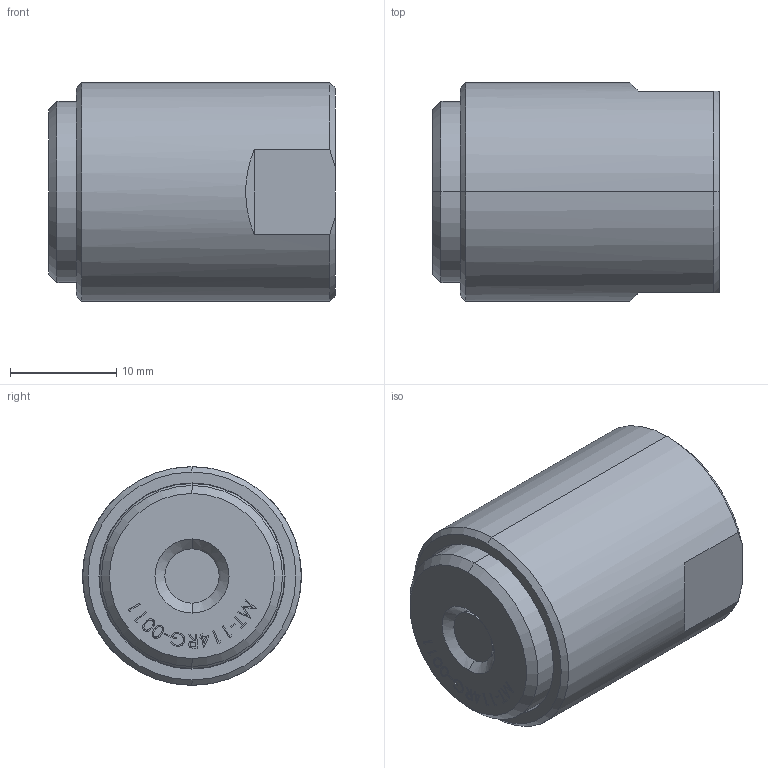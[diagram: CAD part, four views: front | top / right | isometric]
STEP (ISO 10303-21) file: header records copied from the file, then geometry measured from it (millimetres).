
FILE_DESCRIPTION (( 'STEP AP203' ), '1' );
FILE_NAME ('MT-114RG-0011.step', '2019-10-25T17:01:47', ( '' ), ( '' ), 'SwSTEP 2.0', 'SolidWorks 2020', '' );
FILE_SCHEMA (( 'CONFIG_CONTROL_DESIGN' ));
Length unit declared in the file: inch
Products named in the file (1): MT-114RG-0011
Bounding box: 26.97 x 20.61 x 20.61 mm (x, y, z)
Volume: 6361.5 mm3; surface area: 5507.7 mm2
Topology: 9 solids, 9 shells, 233 faces, 584 edges, 382 vertices
Faces by surface type: plane 116, cylinder 36, bspline 35, cone 30, sphere 10, torus 6
Entity records: 10660 total; most frequent: CARTESIAN_POINT 5409, ORIENTED_EDGE 1118, DIRECTION 946, EDGE_CURVE 559, VERTEX_POINT 367, LINE 346, VECTOR 346, AXIS2_PLACEMENT_3D 300
